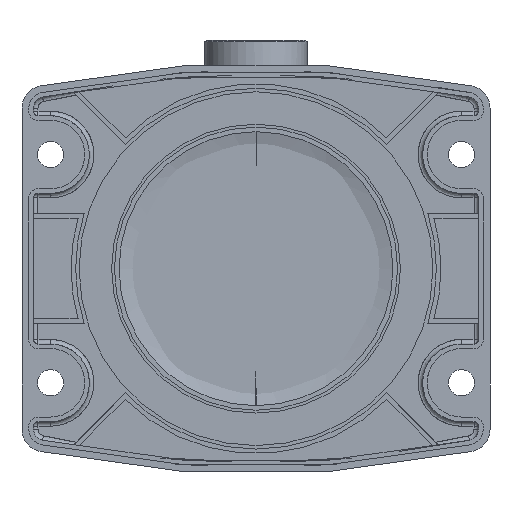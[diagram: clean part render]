
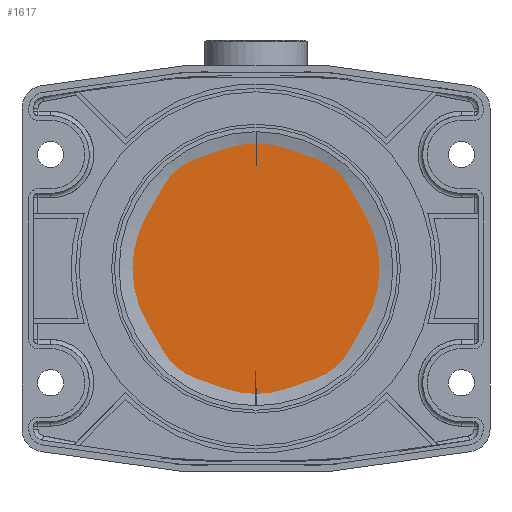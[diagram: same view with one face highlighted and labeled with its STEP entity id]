
A CAD part, front view. The second image highlights one B-rep face of the part: STEP entity #1617.
In plain terms, the highlighted face is planar.
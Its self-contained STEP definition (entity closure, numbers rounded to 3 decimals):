
#1617 = ADVANCED_FACE ( 'NONE', ( #17501 ), #30720, .T. ) ;
#8914 = DIRECTION ( 'NONE',  ( 0., 0., -1. ) ) ;
#9008 = AXIS2_PLACEMENT_3D ( 'NONE', #10530, #23107, #14219 ) ;
#10530 = CARTESIAN_POINT ( 'NONE',  ( 0., 0., 12. ) ) ;
#10832 = EDGE_CURVE ( 'NONE', #35491, #30758, #21686, .T. ) ;
#14219 = DIRECTION ( 'NONE',  ( -1., 0., 0. ) ) ;
#15010 = DIRECTION ( 'NONE',  ( 0., 0., -1. ) ) ;
#17501 = FACE_OUTER_BOUND ( 'NONE', #30930, .T. ) ;
#18233 = CARTESIAN_POINT ( 'NONE',  ( 65.5, 0., 12. ) ) ;
#18391 = AXIS2_PLACEMENT_3D ( 'NONE', #28102, #8914, #22322 ) ;
#20990 = AXIS2_PLACEMENT_3D ( 'NONE', #26791, #15010, #39403 ) ;
#21201 = ORIENTED_EDGE ( 'NONE', *, *, #10832, .T. ) ;
#21686 = CIRCLE ( 'NONE', #18391, 65.5 ) ;
#22322 = DIRECTION ( 'NONE',  ( -1., 0., 0. ) ) ;
#22513 = CARTESIAN_POINT ( 'NONE',  ( -65.5, 0., 12. ) ) ;
#23107 = DIRECTION ( 'NONE',  ( 0., 0., -1. ) ) ;
#26791 = CARTESIAN_POINT ( 'NONE',  ( -133., 133., 12. ) ) ;
#28102 = CARTESIAN_POINT ( 'NONE',  ( 0., 0., 12. ) ) ;
#30720 = PLANE ( 'NONE',  #20990 ) ;
#30758 = VERTEX_POINT ( 'NONE', #22513 ) ;
#30786 = CIRCLE ( 'NONE', #9008, 65.5 ) ;
#30930 = EDGE_LOOP ( 'NONE', ( #31934, #21201 ) ) ;
#31934 = ORIENTED_EDGE ( 'NONE', *, *, #35977, .T. ) ;
#35491 = VERTEX_POINT ( 'NONE', #18233 ) ;
#35977 = EDGE_CURVE ( 'NONE', #30758, #35491, #30786, .T. ) ;
#39403 = DIRECTION ( 'NONE',  ( -1., 0., 0. ) ) ;
